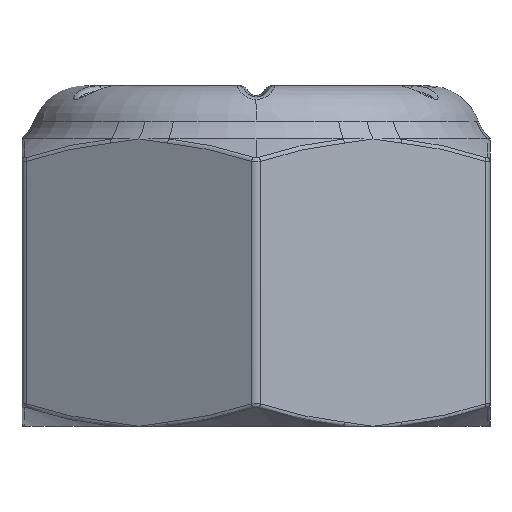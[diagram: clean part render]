
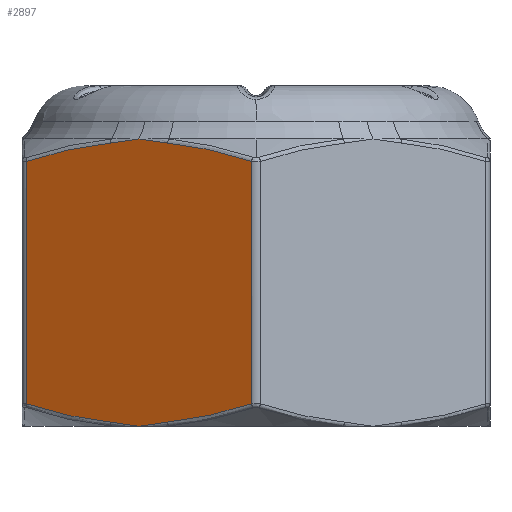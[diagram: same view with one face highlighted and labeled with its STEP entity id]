
A CAD part, front view. The second image highlights one B-rep face of the part: STEP entity #2897.
In plain terms, the highlighted face is planar.
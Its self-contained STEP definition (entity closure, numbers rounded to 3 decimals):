
#259=B_SPLINE_CURVE_WITH_KNOTS('',3,(#5689,#5690,#5691,#5692,#5693,#5694,
#5695,#5696,#5697,#5698),.UNSPECIFIED.,.F.,.F.,(4,3,3,4),(0.,
0.,0.,0.),.UNSPECIFIED.);
#260=B_SPLINE_CURVE_WITH_KNOTS('',3,(#5700,#5701,#5702,#5703),
 .UNSPECIFIED.,.F.,.F.,(4,4),(0.,0.001),.UNSPECIFIED.);
#261=B_SPLINE_CURVE_WITH_KNOTS('',3,(#5707,#5708,#5709,#5710),
 .UNSPECIFIED.,.F.,.F.,(4,4),(0.,0.001),.UNSPECIFIED.);
#262=B_SPLINE_CURVE_WITH_KNOTS('',3,(#5712,#5713,#5714,#5715,#5716,#5717,
#5718,#5719,#5720,#5721),.UNSPECIFIED.,.F.,.F.,(4,3,3,4),(0.,0.,
0.,0.),.UNSPECIFIED.);
#263=B_SPLINE_CURVE_WITH_KNOTS('',3,(#5723,#5724,#5725,#5726,#5727,#5728,
#5729,#5730,#5731,#5732),.UNSPECIFIED.,.F.,.F.,(4,3,3,4),(0.,
0.,0.,0.),.UNSPECIFIED.);
#264=B_SPLINE_CURVE_WITH_KNOTS('',3,(#5734,#5735,#5736,#5737),
 .UNSPECIFIED.,.F.,.F.,(4,4),(0.,0.001),.UNSPECIFIED.);
#265=B_SPLINE_CURVE_WITH_KNOTS('',3,(#5741,#5742,#5743,#5744),
 .UNSPECIFIED.,.F.,.F.,(4,4),(0.,0.001),.UNSPECIFIED.);
#266=B_SPLINE_CURVE_WITH_KNOTS('',3,(#5745,#5746,#5747,#5748,#5749,#5750,
#5751,#5752,#5753,#5754),.UNSPECIFIED.,.F.,.F.,(4,3,3,4),(0.,0.,
0.,0.),.UNSPECIFIED.);
#456=LINE('',#5705,#494);
#457=LINE('',#5739,#495);
#494=VECTOR('',#3615,1000.);
#495=VECTOR('',#3616,1000.);
#577=FACE_OUTER_BOUND('',#783,.T.);
#783=EDGE_LOOP('',(#2178,#2179,#2180,#2181,#2182,#2183,#2184,#2185,#2186,
#2187));
#1288=VERTEX_POINT('',#5687);
#1289=VERTEX_POINT('',#5688);
#1290=VERTEX_POINT('',#5699);
#1291=VERTEX_POINT('',#5704);
#1292=VERTEX_POINT('',#5706);
#1293=VERTEX_POINT('',#5711);
#1294=VERTEX_POINT('',#5722);
#1295=VERTEX_POINT('',#5733);
#1296=VERTEX_POINT('',#5738);
#1297=VERTEX_POINT('',#5740);
#1610=EDGE_CURVE('',#1288,#1289,#259,.T.);
#1611=EDGE_CURVE('',#1289,#1290,#260,.T.);
#1612=EDGE_CURVE('',#1290,#1291,#456,.T.);
#1613=EDGE_CURVE('',#1291,#1292,#261,.T.);
#1614=EDGE_CURVE('',#1292,#1293,#262,.T.);
#1615=EDGE_CURVE('',#1293,#1294,#263,.T.);
#1616=EDGE_CURVE('',#1294,#1295,#264,.T.);
#1617=EDGE_CURVE('',#1295,#1296,#457,.T.);
#1618=EDGE_CURVE('',#1296,#1297,#265,.T.);
#1619=EDGE_CURVE('',#1297,#1288,#266,.T.);
#2178=ORIENTED_EDGE('',*,*,#1610,.T.);
#2179=ORIENTED_EDGE('',*,*,#1611,.T.);
#2180=ORIENTED_EDGE('',*,*,#1612,.T.);
#2181=ORIENTED_EDGE('',*,*,#1613,.T.);
#2182=ORIENTED_EDGE('',*,*,#1614,.T.);
#2183=ORIENTED_EDGE('',*,*,#1615,.T.);
#2184=ORIENTED_EDGE('',*,*,#1616,.T.);
#2185=ORIENTED_EDGE('',*,*,#1617,.T.);
#2186=ORIENTED_EDGE('',*,*,#1618,.T.);
#2187=ORIENTED_EDGE('',*,*,#1619,.T.);
#2839=PLANE('',#3183);
#2897=ADVANCED_FACE('',(#577),#2839,.F.);
#3183=AXIS2_PLACEMENT_3D('',#5686,#3613,#3614);
#3613=DIRECTION('center_axis',(0.5,0.,-0.866));
#3614=DIRECTION('ref_axis',(-0.866,0.,-0.5));
#3615=DIRECTION('',(0.,1.,0.));
#3616=DIRECTION('',(0.,-1.,0.));
#5686=CARTESIAN_POINT('Origin',(0.,2.,3.175));
#5687=CARTESIAN_POINT('',(-1.375,-2.,2.382));
#5688=CARTESIAN_POINT('',(-1.041,-1.952,2.575));
#5689=CARTESIAN_POINT('Ctrl Pts',(-1.375,-2.,2.382));
#5690=CARTESIAN_POINT('Ctrl Pts',(-1.372,-2.,2.383));
#5691=CARTESIAN_POINT('Ctrl Pts',(-1.369,-1.999,2.385));
#5692=CARTESIAN_POINT('Ctrl Pts',(-1.366,-1.999,2.387));
#5693=CARTESIAN_POINT('Ctrl Pts',(-1.289,-1.986,2.431));
#5694=CARTESIAN_POINT('Ctrl Pts',(-1.213,-1.973,2.475));
#5695=CARTESIAN_POINT('Ctrl Pts',(-1.136,-1.963,2.52));
#5696=CARTESIAN_POINT('Ctrl Pts',(-1.104,-1.959,2.538));
#5697=CARTESIAN_POINT('Ctrl Pts',(-1.072,-1.955,2.556));
#5698=CARTESIAN_POINT('Ctrl Pts',(-1.041,-1.952,2.575));
#5699=CARTESIAN_POINT('',(-0.055,-1.737,3.144));
#5700=CARTESIAN_POINT('Ctrl Pts',(-1.041,-1.952,2.575));
#5701=CARTESIAN_POINT('Ctrl Pts',(-0.706,-1.921,
2.768));
#5702=CARTESIAN_POINT('Ctrl Pts',(-0.378,-1.843,2.957));
#5703=CARTESIAN_POINT('Ctrl Pts',(-0.055,-1.737,
3.144));
#5704=CARTESIAN_POINT('',(-0.055,1.112,3.144));
#5705=CARTESIAN_POINT('',(-0.055,2.,3.144));
#5706=CARTESIAN_POINT('',(-1.041,1.327,2.575));
#5707=CARTESIAN_POINT('Ctrl Pts',(-0.055,1.112,
3.144));
#5708=CARTESIAN_POINT('Ctrl Pts',(-0.378,1.218,2.957));
#5709=CARTESIAN_POINT('Ctrl Pts',(-0.706,1.296,2.768));
#5710=CARTESIAN_POINT('Ctrl Pts',(-1.041,1.327,2.575));
#5711=CARTESIAN_POINT('',(-1.375,1.375,2.382));
#5712=CARTESIAN_POINT('Ctrl Pts',(-1.041,1.327,2.575));
#5713=CARTESIAN_POINT('Ctrl Pts',(-1.072,1.33,2.556));
#5714=CARTESIAN_POINT('Ctrl Pts',(-1.104,1.334,2.538));
#5715=CARTESIAN_POINT('Ctrl Pts',(-1.136,1.338,2.52));
#5716=CARTESIAN_POINT('Ctrl Pts',(-1.213,1.348,2.475));
#5717=CARTESIAN_POINT('Ctrl Pts',(-1.289,1.361,2.431));
#5718=CARTESIAN_POINT('Ctrl Pts',(-1.366,1.374,2.387));
#5719=CARTESIAN_POINT('Ctrl Pts',(-1.369,1.374,2.385));
#5720=CARTESIAN_POINT('Ctrl Pts',(-1.372,1.375,2.383));
#5721=CARTESIAN_POINT('Ctrl Pts',(-1.375,1.375,2.382));
#5722=CARTESIAN_POINT('',(-1.709,1.327,2.189));
#5723=CARTESIAN_POINT('Ctrl Pts',(-1.375,1.375,2.382));
#5724=CARTESIAN_POINT('Ctrl Pts',(-1.378,1.375,2.38));
#5725=CARTESIAN_POINT('Ctrl Pts',(-1.381,1.374,2.378));
#5726=CARTESIAN_POINT('Ctrl Pts',(-1.384,1.374,2.376));
#5727=CARTESIAN_POINT('Ctrl Pts',(-1.461,1.361,2.332));
#5728=CARTESIAN_POINT('Ctrl Pts',(-1.537,1.348,2.288));
#5729=CARTESIAN_POINT('Ctrl Pts',(-1.614,1.338,2.243));
#5730=CARTESIAN_POINT('Ctrl Pts',(-1.646,1.334,2.225));
#5731=CARTESIAN_POINT('Ctrl Pts',(-1.678,1.33,2.207));
#5732=CARTESIAN_POINT('Ctrl Pts',(-1.709,1.327,2.189));
#5733=CARTESIAN_POINT('',(-2.695,1.112,1.619));
#5734=CARTESIAN_POINT('Ctrl Pts',(-1.709,1.327,2.189));
#5735=CARTESIAN_POINT('Ctrl Pts',(-2.044,1.296,1.995));
#5736=CARTESIAN_POINT('Ctrl Pts',(-2.372,1.218,1.806));
#5737=CARTESIAN_POINT('Ctrl Pts',(-2.695,1.112,1.619));
#5738=CARTESIAN_POINT('',(-2.695,-1.737,1.619));
#5739=CARTESIAN_POINT('',(-2.695,2.,1.619));
#5740=CARTESIAN_POINT('',(-1.709,-1.952,2.189));
#5741=CARTESIAN_POINT('Ctrl Pts',(-2.695,-1.737,1.619));
#5742=CARTESIAN_POINT('Ctrl Pts',(-2.372,-1.843,1.806));
#5743=CARTESIAN_POINT('Ctrl Pts',(-2.044,-1.921,1.995));
#5744=CARTESIAN_POINT('Ctrl Pts',(-1.709,-1.952,2.189));
#5745=CARTESIAN_POINT('Ctrl Pts',(-1.709,-1.952,2.189));
#5746=CARTESIAN_POINT('Ctrl Pts',(-1.678,-1.955,2.207));
#5747=CARTESIAN_POINT('Ctrl Pts',(-1.646,-1.959,2.225));
#5748=CARTESIAN_POINT('Ctrl Pts',(-1.614,-1.963,2.243));
#5749=CARTESIAN_POINT('Ctrl Pts',(-1.537,-1.973,2.288));
#5750=CARTESIAN_POINT('Ctrl Pts',(-1.461,-1.986,2.332));
#5751=CARTESIAN_POINT('Ctrl Pts',(-1.384,-1.999,2.376));
#5752=CARTESIAN_POINT('Ctrl Pts',(-1.381,-1.999,2.378));
#5753=CARTESIAN_POINT('Ctrl Pts',(-1.378,-2.,2.38));
#5754=CARTESIAN_POINT('Ctrl Pts',(-1.375,-2.,2.382));
